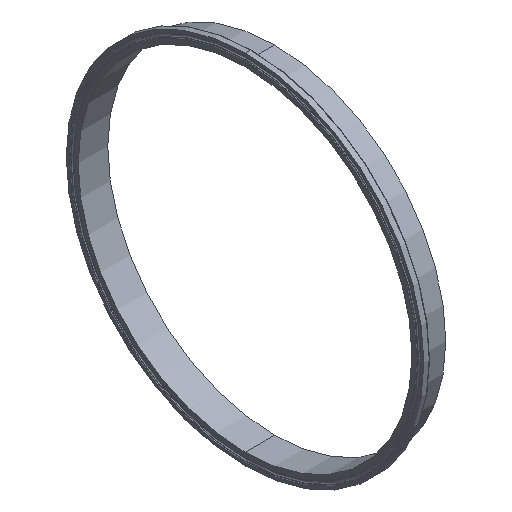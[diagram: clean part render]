
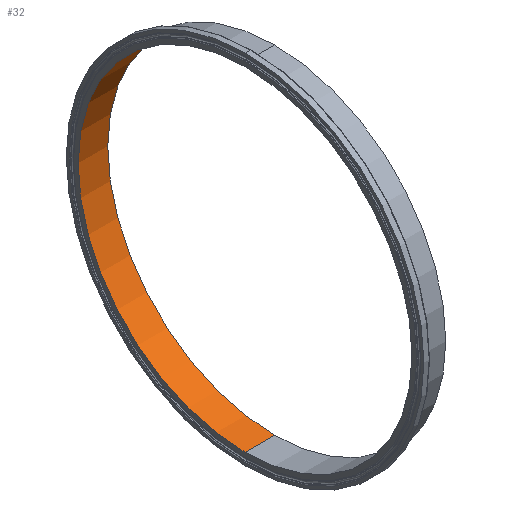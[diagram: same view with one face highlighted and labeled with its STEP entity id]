
A CAD part, isometric view. The second image highlights one B-rep face of the part: STEP entity #32.
In plain terms, the highlighted cylindrical face has radius 157.965 mm (diameter 315.93 mm), a partial arc.
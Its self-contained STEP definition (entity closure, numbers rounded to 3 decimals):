
#6 = ORIENTED_EDGE ( 'NONE', *, *, #374, .T. ) ;
#32 = ADVANCED_FACE ( 'NONE', ( #315 ), #34, .F. ) ;
#34 = CYLINDRICAL_SURFACE ( 'NONE', #297, 157.965 ) ;
#43 = LINE ( 'NONE', #206, #191 ) ;
#45 = EDGE_CURVE ( 'NONE', #594, #575, #43, .T. ) ;
#81 = ORIENTED_EDGE ( 'NONE', *, *, #587, .F. ) ;
#92 = CARTESIAN_POINT ( 'NONE',  ( 0., 0., 0. ) ) ;
#104 = AXIS2_PLACEMENT_3D ( 'NONE', #616, #228, #669 ) ;
#173 = CARTESIAN_POINT ( 'NONE',  ( 0., 0., 157.965 ) ) ;
#191 = VECTOR ( 'NONE', #357, 1000. ) ;
#205 = CARTESIAN_POINT ( 'NONE',  ( 0., 0., -157.965 ) ) ;
#206 = CARTESIAN_POINT ( 'NONE',  ( 0., 0., -157.965 ) ) ;
#214 = ORIENTED_EDGE ( 'NONE', *, *, #248, .T. ) ;
#215 = CARTESIAN_POINT ( 'NONE',  ( 28., 0., 0. ) ) ;
#228 = DIRECTION ( 'NONE',  ( -1., 0., 0. ) ) ;
#248 = EDGE_CURVE ( 'NONE', #332, #575, #335, .T. ) ;
#260 = CARTESIAN_POINT ( 'NONE',  ( 28., 0., 157.965 ) ) ;
#270 = EDGE_LOOP ( 'NONE', ( #635, #81, #6, #214 ) ) ;
#280 = CIRCLE ( 'NONE', #417, 157.965 ) ;
#297 = AXIS2_PLACEMENT_3D ( 'NONE', #92, #541, #646 ) ;
#315 = FACE_OUTER_BOUND ( 'NONE', #270, .T. ) ;
#332 = VERTEX_POINT ( 'NONE', #173 ) ;
#335 = CIRCLE ( 'NONE', #104, 157.965 ) ;
#357 = DIRECTION ( 'NONE',  ( -1., 0., 0. ) ) ;
#374 = EDGE_CURVE ( 'NONE', #527, #332, #479, .T. ) ;
#408 = DIRECTION ( 'NONE',  ( -1., 0., 0. ) ) ;
#417 = AXIS2_PLACEMENT_3D ( 'NONE', #215, #434, #655 ) ;
#434 = DIRECTION ( 'NONE',  ( -1., 0., 0. ) ) ;
#479 = LINE ( 'NONE', #688, #595 ) ;
#494 = CARTESIAN_POINT ( 'NONE',  ( 28., 0., -157.965 ) ) ;
#527 = VERTEX_POINT ( 'NONE', #260 ) ;
#541 = DIRECTION ( 'NONE',  ( -1., 0., 0. ) ) ;
#575 = VERTEX_POINT ( 'NONE', #205 ) ;
#587 = EDGE_CURVE ( 'NONE', #527, #594, #280, .T. ) ;
#594 = VERTEX_POINT ( 'NONE', #494 ) ;
#595 = VECTOR ( 'NONE', #408, 1000. ) ;
#616 = CARTESIAN_POINT ( 'NONE',  ( 0., 0., 0. ) ) ;
#635 = ORIENTED_EDGE ( 'NONE', *, *, #45, .F. ) ;
#646 = DIRECTION ( 'NONE',  ( 0., 0., 1. ) ) ;
#655 = DIRECTION ( 'NONE',  ( 0., 0., 1. ) ) ;
#669 = DIRECTION ( 'NONE',  ( 0., 0., 1. ) ) ;
#688 = CARTESIAN_POINT ( 'NONE',  ( 0., 0., 157.965 ) ) ;
